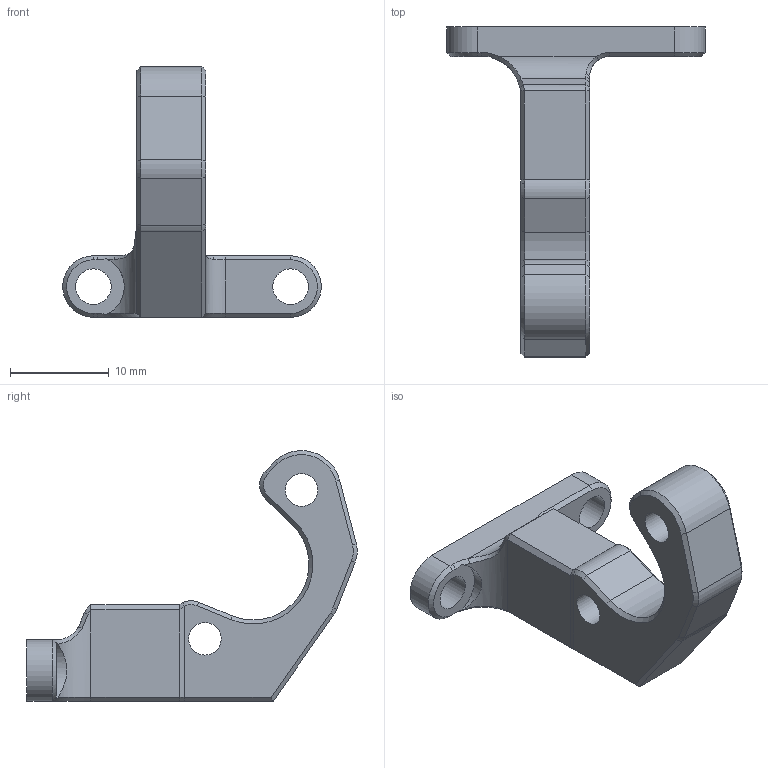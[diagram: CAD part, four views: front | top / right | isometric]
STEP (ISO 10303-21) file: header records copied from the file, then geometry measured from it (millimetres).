
FILE_DESCRIPTION(/* description */ (''),/* implementation_level */ '2;1');
FILE_NAME(/* name */ 'support bl touch.step',/* time_stamp */ '2025-10-26T09:14:07+01:00',/* author */ (''),/* organization */ (''),/* preprocessor_version */ 'ST-DEVELOPER v20.1',/* originating_system */ 'Autodesk Translation Framework v14.17.0.0',/* authorisation */ '');
FILE_SCHEMA (('AUTOMOTIVE_DESIGN { 1 0 10303 214 3 1 1 }'));
Length unit declared in the file: millimetre
Products named in the file (1): 2025-10-25-09-23-34-299
Bounding box: 26.25 x 33.52 x 25.45 mm (x, y, z)
Volume: 2486.6 mm3; surface area: 1902.9 mm2
Topology: 1 solids, 1 shells, 87 faces, 202 edges, 119 vertices
Faces by surface type: plane 37, cylinder 20, cone 19, bspline 11
Full cylindrical faces by diameter (mm): 3.3 x2, 3.6 x2, 4.7 x2
Entity records: 2903 total; most frequent: CARTESIAN_POINT 936, ORIENTED_EDGE 404, DIRECTION 385, EDGE_CURVE 202, AXIS2_PLACEMENT_3D 135, VERTEX_POINT 119, LINE 115, VECTOR 115
